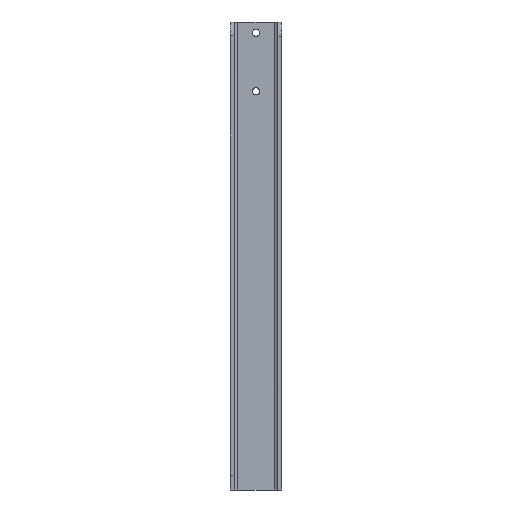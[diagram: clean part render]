
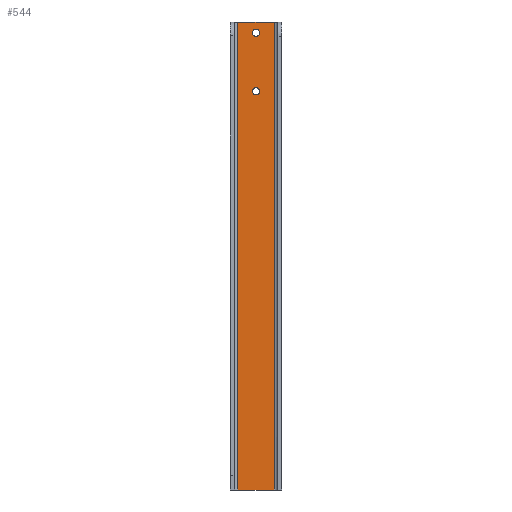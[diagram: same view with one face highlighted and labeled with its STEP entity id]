
A CAD part, front view. The second image highlights one B-rep face of the part: STEP entity #544.
In plain terms, the highlighted free-form (B-spline) face has degree [1, 1] with [2, 2] control points.
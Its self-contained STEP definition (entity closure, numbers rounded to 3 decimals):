
#8 = B_SPLINE_CURVE_WITH_KNOTS ( 'NONE', 1,
 ( #242, #771 ),
 .UNSPECIFIED., .F., .F.,
 ( 2, 2 ),
 ( 0., 1. ),
 .UNSPECIFIED. ) ;
#17 = CARTESIAN_POINT ( 'NONE',  ( 35., -5., 632. ) ) ;
#19 = CARTESIAN_POINT ( 'NONE',  ( 60., -5., 642. ) ) ;
#30 = EDGE_LOOP ( 'NONE', ( #670, #518, #482, #416 ) ) ;
#46 = EDGE_CURVE ( 'NONE', #373, #364, #8, .T. ) ;
#57 =( BOUNDED_CURVE ( )  B_SPLINE_CURVE ( 3, ( #106, #830, #465, #17, #315, #495, #794 ),
 .UNSPECIFIED., .F., .T. ) 
 B_SPLINE_CURVE_WITH_KNOTS ( ( 4, 3, 4 ),
 ( -3.142, -1.571, 0. ),
 .UNSPECIFIED. ) 
 CURVE ( )  GEOMETRIC_REPRESENTATION_ITEM ( )  RATIONAL_B_SPLINE_CURVE ( ( 1., 0.805, 0.805, 1., 0.805, 0.805, 1. ) ) 
 REPRESENTATION_ITEM ( '' )  );
#59 = CARTESIAN_POINT ( 'NONE',  ( 38.071, -5., 543. ) ) ;
#67 = CARTESIAN_POINT ( 'NONE',  ( 30., -5., 547. ) ) ;
#100 = CARTESIAN_POINT ( 'NONE',  ( 60., -5., 0. ) ) ;
#106 = CARTESIAN_POINT ( 'NONE',  ( 40., -5., 627. ) ) ;
#112 = CARTESIAN_POINT ( 'NONE',  ( 10., -5., 0. ) ) ;
#138 = CARTESIAN_POINT ( 'NONE',  ( 30.632, -5., 549.52 ) ) ;
#139 = CARTESIAN_POINT ( 'NONE',  ( 30., -5., 547. ) ) ;
#140 = ORIENTED_EDGE ( 'NONE', *, *, #253, .T. ) ;
#156 = B_SPLINE_SURFACE_WITH_KNOTS ( 'NONE', 1, 1, ( 
 ( #773, #780 ),
 ( #839, #161 ) ),
 .UNSPECIFIED., .F., .F., .F.,
 ( 2, 2 ),
 ( 2, 2 ),
 ( 0., 1. ),
 ( 0., 1. ),
 .UNSPECIFIED. ) ;
#161 = CARTESIAN_POINT ( 'NONE',  ( 60., -5., 642. ) ) ;
#165 = FACE_OUTER_BOUND ( 'NONE', #30, .T. ) ;
#185 = CARTESIAN_POINT ( 'NONE',  ( 32.48, -5., 542.632 ) ) ;
#194 = CARTESIAN_POINT ( 'NONE',  ( 40., -5., 627. ) ) ;
#206 = CARTESIAN_POINT ( 'NONE',  ( 10., -5., 0. ) ) ;
#218 = ORIENTED_EDGE ( 'NONE', *, *, #576, .F. ) ;
#221 = CARTESIAN_POINT ( 'NONE',  ( 39.368, -5., 549.52 ) ) ;
#228 = EDGE_CURVE ( 'NONE', #329, #373, #733, .T. ) ;
#239 = EDGE_CURVE ( 'NONE', #935, #630, #432, .T. ) ;
#242 = CARTESIAN_POINT ( 'NONE',  ( 10., -5., 642. ) ) ;
#253 = EDGE_CURVE ( 'NONE', #366, #665, #868, .T. ) ;
#277 = CARTESIAN_POINT ( 'NONE',  ( 40., -5., 546.343 ) ) ;
#282 = CARTESIAN_POINT ( 'NONE',  ( 37.52, -5., 542.632 ) ) ;
#287 = CARTESIAN_POINT ( 'NONE',  ( 31., -5., 543.929 ) ) ;
#301 = ORIENTED_EDGE ( 'NONE', *, *, #239, .F. ) ;
#307 = CARTESIAN_POINT ( 'NONE',  ( 30.129, -5., 548.307 ) ) ;
#315 = CARTESIAN_POINT ( 'NONE',  ( 32.071, -5., 632. ) ) ;
#324 = CARTESIAN_POINT ( 'NONE',  ( 60., -5., 642. ) ) ;
#329 = VERTEX_POINT ( 'NONE', #19 ) ;
#342 = CARTESIAN_POINT ( 'NONE',  ( 60., -5., 0. ) ) ;
#351 = CARTESIAN_POINT ( 'NONE',  ( 10., -5., 642. ) ) ;
#359 = CARTESIAN_POINT ( 'NONE',  ( 36.307, -5., 542.129 ) ) ;
#363 = CARTESIAN_POINT ( 'NONE',  ( 38.071, -5., 551. ) ) ;
#364 = VERTEX_POINT ( 'NONE', #206 ) ;
#366 = VERTEX_POINT ( 'NONE', #521 ) ;
#373 = VERTEX_POINT ( 'NONE', #895 ) ;
#375 = CARTESIAN_POINT ( 'NONE',  ( 31.929, -5., 543. ) ) ;
#377 = CARTESIAN_POINT ( 'NONE',  ( 31., -5., 550.071 ) ) ;
#416 = ORIENTED_EDGE ( 'NONE', *, *, #752, .T. ) ;
#424 = EDGE_LOOP ( 'NONE', ( #140, #660 ) ) ;
#432 =( BOUNDED_CURVE ( )  B_SPLINE_CURVE ( 3, ( #866, #642, #869, #194 ),
 .UNSPECIFIED., .F., .T. ) 
 B_SPLINE_CURVE_WITH_KNOTS ( ( 4, 4 ),
 ( -3.142, 0. ),
 .UNSPECIFIED. ) 
 CURVE ( )  GEOMETRIC_REPRESENTATION_ITEM ( )  RATIONAL_B_SPLINE_CURVE ( ( 1., 0.333, 0.333, 1. ) ) 
 REPRESENTATION_ITEM ( '' )  );
#436 = CARTESIAN_POINT ( 'NONE',  ( 35.657, -5., 552. ) ) ;
#448 = CARTESIAN_POINT ( 'NONE',  ( 36.307, -5., 551.871 ) ) ;
#454 = CARTESIAN_POINT ( 'NONE',  ( 40., -5., 547.657 ) ) ;
#457 = EDGE_CURVE ( 'NONE', #665, #366, #888, .T. ) ;
#458 = CARTESIAN_POINT ( 'NONE',  ( 30.632, -5., 544.48 ) ) ;
#465 = CARTESIAN_POINT ( 'NONE',  ( 37.929, -5., 632. ) ) ;
#482 = ORIENTED_EDGE ( 'NONE', *, *, #647, .T. ) ;
#485 = FACE_BOUND ( 'NONE', #964, .T. ) ;
#495 = CARTESIAN_POINT ( 'NONE',  ( 30., -5., 629.929 ) ) ;
#498 = CARTESIAN_POINT ( 'NONE',  ( 40., -5., 627. ) ) ;
#518 = ORIENTED_EDGE ( 'NONE', *, *, #46, .T. ) ;
#521 = CARTESIAN_POINT ( 'NONE',  ( 40., -5., 547. ) ) ;
#522 = CARTESIAN_POINT ( 'NONE',  ( 30., -5., 627. ) ) ;
#525 = CARTESIAN_POINT ( 'NONE',  ( 39.871, -5., 548.307 ) ) ;
#530 = CARTESIAN_POINT ( 'NONE',  ( 37.52, -5., 551.368 ) ) ;
#544 = ADVANCED_FACE ( 'NONE', ( #633, #485, #165 ), #156, .T. ) ;
#559 = VERTEX_POINT ( 'NONE', #920 ) ;
#576 = EDGE_CURVE ( 'NONE', #630, #935, #57, .T. ) ;
#581 = CARTESIAN_POINT ( 'NONE',  ( 39.368, -5., 544.48 ) ) ;
#595 = CARTESIAN_POINT ( 'NONE',  ( 31.929, -5., 551. ) ) ;
#624 = B_SPLINE_CURVE_WITH_KNOTS ( 'NONE', 1,
 ( #100, #324 ),
 .UNSPECIFIED., .F., .F.,
 ( 2, 2 ),
 ( 0., 1. ),
 .UNSPECIFIED. ) ;
#630 = VERTEX_POINT ( 'NONE', #498 ) ;
#633 = FACE_BOUND ( 'NONE', #424, .T. ) ;
#642 = CARTESIAN_POINT ( 'NONE',  ( 30., -5., 617. ) ) ;
#647 = EDGE_CURVE ( 'NONE', #364, #559, #842, .T. ) ;
#658 = CARTESIAN_POINT ( 'NONE',  ( 35.657, -5., 542. ) ) ;
#660 = ORIENTED_EDGE ( 'NONE', *, *, #457, .T. ) ;
#665 = VERTEX_POINT ( 'NONE', #865 ) ;
#670 = ORIENTED_EDGE ( 'NONE', *, *, #228, .T. ) ;
#677 = CARTESIAN_POINT ( 'NONE',  ( 30.129, -5., 545.693 ) ) ;
#733 = B_SPLINE_CURVE_WITH_KNOTS ( 'NONE', 1,
 ( #803, #351 ),
 .UNSPECIFIED., .F., .F.,
 ( 2, 2 ),
 ( 0., 1. ),
 .UNSPECIFIED. ) ;
#734 = CARTESIAN_POINT ( 'NONE',  ( 39., -5., 543.929 ) ) ;
#750 = CARTESIAN_POINT ( 'NONE',  ( 39., -5., 550.071 ) ) ;
#752 = EDGE_CURVE ( 'NONE', #559, #329, #624, .T. ) ;
#754 = CARTESIAN_POINT ( 'NONE',  ( 40., -5., 547. ) ) ;
#771 = CARTESIAN_POINT ( 'NONE',  ( 10., -5., 0. ) ) ;
#773 = CARTESIAN_POINT ( 'NONE',  ( 10., -5., 0. ) ) ;
#780 = CARTESIAN_POINT ( 'NONE',  ( 10., -5., 642. ) ) ;
#794 = CARTESIAN_POINT ( 'NONE',  ( 30., -5., 627. ) ) ;
#800 = CARTESIAN_POINT ( 'NONE',  ( 39.871, -5., 545.693 ) ) ;
#803 = CARTESIAN_POINT ( 'NONE',  ( 60., -5., 642. ) ) ;
#812 = CARTESIAN_POINT ( 'NONE',  ( 33.693, -5., 551.871 ) ) ;
#830 = CARTESIAN_POINT ( 'NONE',  ( 40., -5., 629.929 ) ) ;
#839 = CARTESIAN_POINT ( 'NONE',  ( 60., -5., 0. ) ) ;
#842 = B_SPLINE_CURVE_WITH_KNOTS ( 'NONE', 1,
 ( #112, #342 ),
 .UNSPECIFIED., .F., .F.,
 ( 2, 2 ),
 ( 0., 1. ),
 .UNSPECIFIED. ) ;
#865 = CARTESIAN_POINT ( 'NONE',  ( 30., -5., 547. ) ) ;
#866 = CARTESIAN_POINT ( 'NONE',  ( 30., -5., 627. ) ) ;
#868 = B_SPLINE_CURVE_WITH_KNOTS ( 'NONE', 3,
 ( #944, #277, #800, #581, #734, #59, #282, #359, #658, #876, #949, #185, #375, #287, #458, #677, #905, #139 ),
 .UNSPECIFIED., .F., .F.,
 ( 4, 2, 2, 2, 2, 2, 2, 2, 4 ),
 ( 0., 0.393, 0.785, 1.178, 1.571, 1.963, 2.356, 2.749, 3.142 ),
 .UNSPECIFIED. ) ;
#869 = CARTESIAN_POINT ( 'NONE',  ( 40., -5., 617. ) ) ;
#876 = CARTESIAN_POINT ( 'NONE',  ( 34.343, -5., 542. ) ) ;
#884 = CARTESIAN_POINT ( 'NONE',  ( 30., -5., 547.657 ) ) ;
#888 = B_SPLINE_CURVE_WITH_KNOTS ( 'NONE', 3,
 ( #67, #884, #307, #138, #377, #595, #891, #812, #962, #436, #448, #530, #363, #750, #221, #525, #454, #754 ),
 .UNSPECIFIED., .F., .F.,
 ( 4, 2, 2, 2, 2, 2, 2, 2, 4 ),
 ( 0., 0.393, 0.785, 1.178, 1.571, 1.963, 2.356, 2.749, 3.142 ),
 .UNSPECIFIED. ) ;
#891 = CARTESIAN_POINT ( 'NONE',  ( 32.48, -5., 551.368 ) ) ;
#895 = CARTESIAN_POINT ( 'NONE',  ( 10., -5., 642. ) ) ;
#905 = CARTESIAN_POINT ( 'NONE',  ( 30., -5., 546.343 ) ) ;
#920 = CARTESIAN_POINT ( 'NONE',  ( 60., -5., 0. ) ) ;
#935 = VERTEX_POINT ( 'NONE', #522 ) ;
#944 = CARTESIAN_POINT ( 'NONE',  ( 40., -5., 547. ) ) ;
#949 = CARTESIAN_POINT ( 'NONE',  ( 33.693, -5., 542.129 ) ) ;
#962 = CARTESIAN_POINT ( 'NONE',  ( 34.343, -5., 552. ) ) ;
#964 = EDGE_LOOP ( 'NONE', ( #301, #218 ) ) ;
